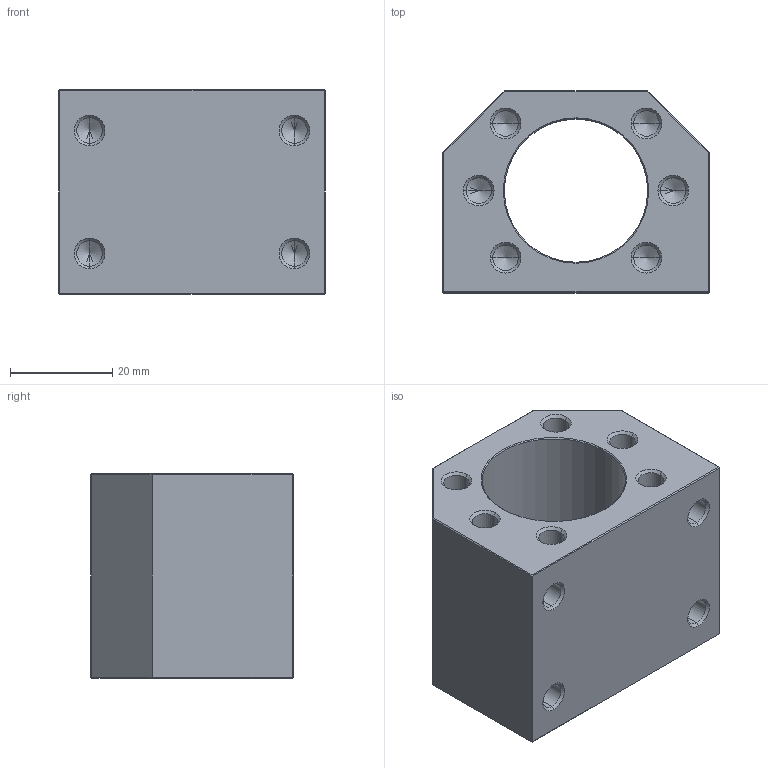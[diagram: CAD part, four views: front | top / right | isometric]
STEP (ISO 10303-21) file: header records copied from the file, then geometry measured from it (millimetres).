
FILE_DESCRIPTION (( 'STEP AP203' ), '1' );
FILE_NAME ('AL-MGD16-A Äåðæàòåëü ãàéêè àëþìèíèåâûé ØÂÏ MGD16.STEP', '2025-04-10T12:00:13', ( '' ), ( '' ), 'SwSTEP 2.0', 'SolidWorks 2021', '' );
FILE_SCHEMA (( 'CONFIG_CONTROL_DESIGN' ));
Length unit declared in the file: millimetre
Products named in the file (1): AL-MGD16-A Äåðæàòåëü ãàéêè àëþìèíèåâûé ØÂÏ MGD16
Bounding box: 52 x 39.5 x 40 mm (x, y, z)
Volume: 48320.3 mm3; surface area: 15438.4 mm2
Topology: 1 solids, 1 shells, 96 faces, 228 edges, 124 vertices
Faces by surface type: cone 44, cylinder 26, plane 26
Entity records: 2651 total; most frequent: CARTESIAN_POINT 477, DIRECTION 456, ORIENTED_EDGE 416, EDGE_CURVE 208, AXIS2_PLACEMENT_3D 167, VERTEX_POINT 124, VECTOR 122, LINE 122
